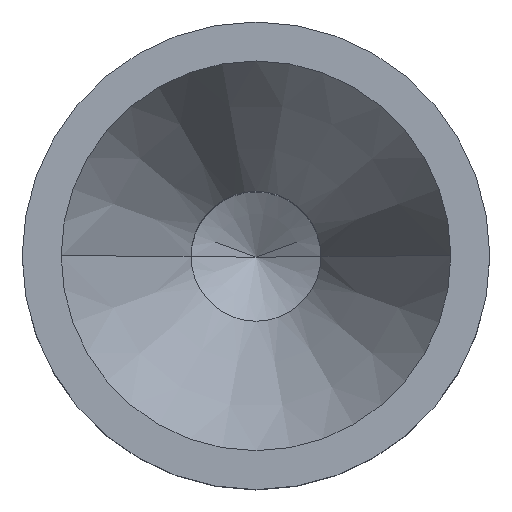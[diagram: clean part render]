
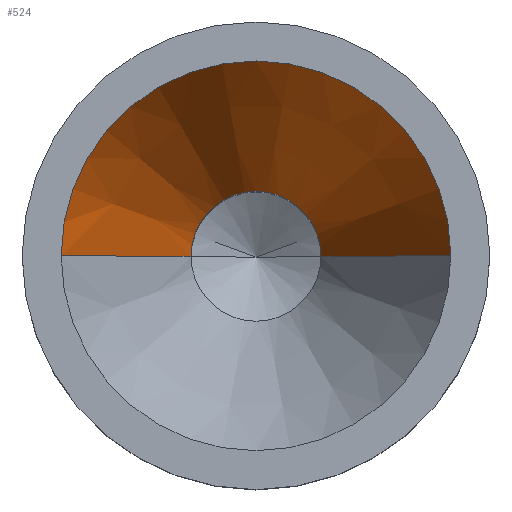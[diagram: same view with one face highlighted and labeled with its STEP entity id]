
A CAD part, top view. The second image highlights one B-rep face of the part: STEP entity #524.
In plain terms, the highlighted conical face has half-angle 28 degrees and reference radius 0.75 mm.
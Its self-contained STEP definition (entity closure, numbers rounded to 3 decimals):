
#15 = DIRECTION ( 'NONE',  ( -0.469, 0., 0.883 ) ) ;
#26 = EDGE_CURVE ( 'NONE', #631, #350, #34, .T. ) ;
#34 = CIRCLE ( 'NONE', #632, 0.75 ) ;
#39 = EDGE_CURVE ( 'NONE', #296, #92, #204, .T. ) ;
#92 = VERTEX_POINT ( 'NONE', #428 ) ;
#102 = VECTOR ( 'NONE', #15, 1000. ) ;
#111 = CARTESIAN_POINT ( 'NONE',  ( 0., 0., -0.94 ) ) ;
#118 = DIRECTION ( 'NONE',  ( 1., 0., 0. ) ) ;
#169 = AXIS2_PLACEMENT_3D ( 'NONE', #111, #176, #118 ) ;
#176 = DIRECTION ( 'NONE',  ( 0., 0., 1. ) ) ;
#180 = EDGE_CURVE ( 'NONE', #92, #350, #249, .T. ) ;
#190 = FACE_OUTER_BOUND ( 'NONE', #294, .T. ) ;
#204 = CIRCLE ( 'NONE', #169, 0.25 ) ;
#229 = CARTESIAN_POINT ( 'NONE',  ( -0.75, 0., 0. ) ) ;
#238 = CARTESIAN_POINT ( 'NONE',  ( 0., 0., 0. ) ) ;
#249 = LINE ( 'NONE', #313, #102 ) ;
#266 = DIRECTION ( 'NONE',  ( 0.469, 0., 0.883 ) ) ;
#267 = VECTOR ( 'NONE', #266, 1000. ) ;
#281 = CONICAL_SURFACE ( 'NONE', #320, 0.75, 0.489 ) ;
#291 = DIRECTION ( 'NONE',  ( 0., 0., 1. ) ) ;
#294 = EDGE_LOOP ( 'NONE', ( #728, #491, #605, #397 ) ) ;
#296 = VERTEX_POINT ( 'NONE', #392 ) ;
#313 = CARTESIAN_POINT ( 'NONE',  ( -0.75, 0., 0. ) ) ;
#320 = AXIS2_PLACEMENT_3D ( 'NONE', #606, #717, #479 ) ;
#350 = VERTEX_POINT ( 'NONE', #229 ) ;
#392 = CARTESIAN_POINT ( 'NONE',  ( 0.25, 0., -0.94 ) ) ;
#397 = ORIENTED_EDGE ( 'NONE', *, *, #26, .T. ) ;
#428 = CARTESIAN_POINT ( 'NONE',  ( -0.25, 0., -0.94 ) ) ;
#479 = DIRECTION ( 'NONE',  ( 1., 0., 0. ) ) ;
#491 = ORIENTED_EDGE ( 'NONE', *, *, #39, .F. ) ;
#518 = DIRECTION ( 'NONE',  ( 1., 0., 0. ) ) ;
#524 = ADVANCED_FACE ( 'NONE', ( #190 ), #281, .F. ) ;
#574 = EDGE_CURVE ( 'NONE', #296, #631, #712, .T. ) ;
#603 = CARTESIAN_POINT ( 'NONE',  ( 0.75, 0., 0. ) ) ;
#605 = ORIENTED_EDGE ( 'NONE', *, *, #574, .T. ) ;
#606 = CARTESIAN_POINT ( 'NONE',  ( 0., 0., 0. ) ) ;
#631 = VERTEX_POINT ( 'NONE', #668 ) ;
#632 = AXIS2_PLACEMENT_3D ( 'NONE', #238, #291, #518 ) ;
#668 = CARTESIAN_POINT ( 'NONE',  ( 0.75, 0., 0. ) ) ;
#712 = LINE ( 'NONE', #603, #267 ) ;
#717 = DIRECTION ( 'NONE',  ( 0., 0., 1. ) ) ;
#728 = ORIENTED_EDGE ( 'NONE', *, *, #180, .F. ) ;
